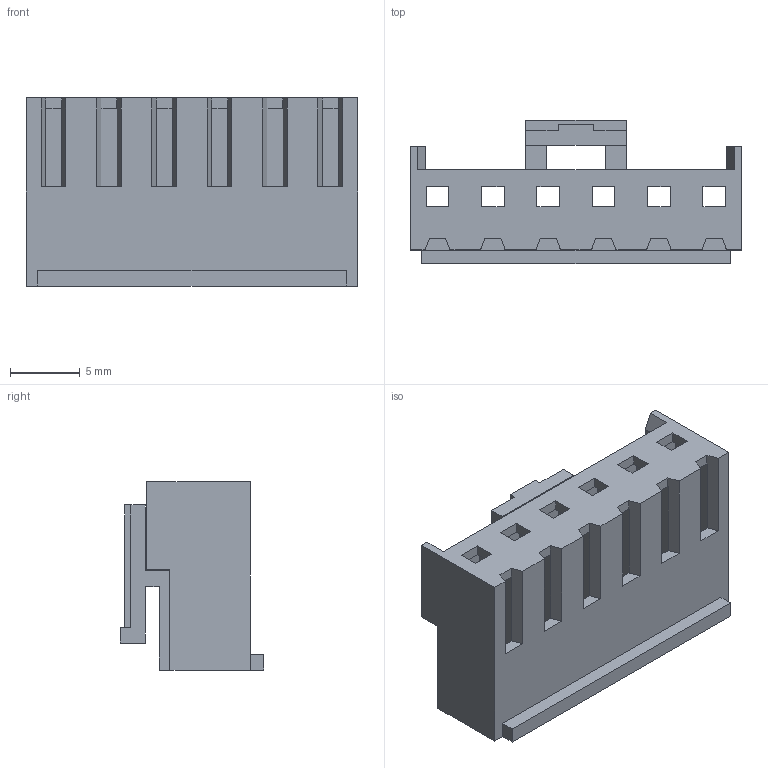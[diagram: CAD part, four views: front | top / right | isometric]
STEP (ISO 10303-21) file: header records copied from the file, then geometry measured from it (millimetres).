
FILE_DESCRIPTION((' '),'2;1');
FILE_NAME( 'VHR-6N.stp', '2022-09-02T12:09:14', (' '), ('--- Datakit www.datakit.com---'), ' Datakit CrossCadWare V2022.3 Jun 15 2022', 'DATAKIT 2022 (c)', ' ');
FILE_SCHEMA(('AP242_MANAGED_MODEL_BASED_3D_ENGINEERING_MIM_LF { 1 0 10303 442 1 1 4 }'));
Length unit declared in the file: millimetre
Products named in the file (1): VHR-6N
Bounding box: 23.71 x 10.26 x 13.46 mm (x, y, z)
Volume: 904 mm3; surface area: 2481.1 mm2
Topology: 1 solids, 1 shells, 116 faces, 366 edges, 244 vertices
Faces by surface type: plane 116
Entity records: 4043 total; most frequent: ORIENTED_EDGE 732, CARTESIAN_POINT 727, DIRECTION 600, VECTOR 366, LINE 366, EDGE_CURVE 366, VERTEX_POINT 244, EDGE_LOOP 134
